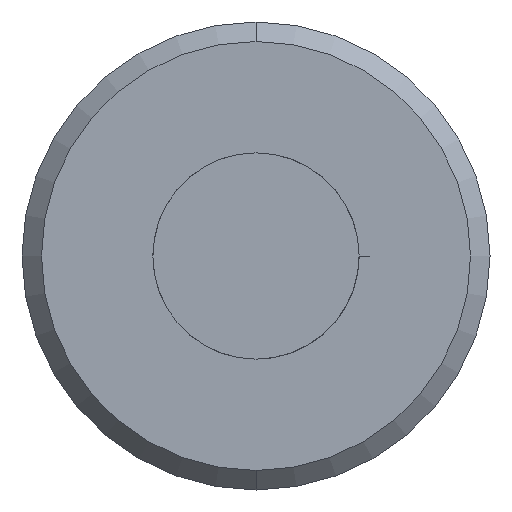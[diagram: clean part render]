
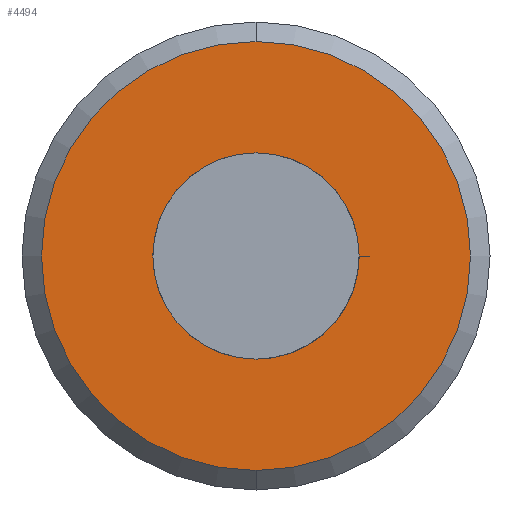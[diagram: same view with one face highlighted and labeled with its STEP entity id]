
A CAD part, front view. The second image highlights one B-rep face of the part: STEP entity #4494.
In plain terms, the highlighted planar face has unit normal (0, -1, 0).
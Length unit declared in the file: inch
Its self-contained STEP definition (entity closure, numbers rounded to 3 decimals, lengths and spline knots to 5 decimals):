
#289 = EDGE_CURVE ( 'NONE', #1018, #1789, #1858, .T. ) ;
#299 = FACE_OUTER_BOUND ( 'NONE', #4872, .T. ) ;
#347 = ORIENTED_EDGE ( 'NONE', *, *, #2777, .F. ) ;
#525 = DIRECTION ( 'NONE',  ( 0., -1., 0. ) ) ;
#531 = DIRECTION ( 'NONE',  ( 0., -1., 0. ) ) ;
#615 = AXIS2_PLACEMENT_3D ( 'NONE', #5539, #5003, #2660 ) ;
#684 = DIRECTION ( 'NONE',  ( 0., 0., -1. ) ) ;
#709 = EDGE_CURVE ( 'NONE', #4630, #7668, #6331, .T. ) ;
#886 = CARTESIAN_POINT ( 'NONE',  ( 0., -0.625, 0. ) ) ;
#889 = AXIS2_PLACEMENT_3D ( 'NONE', #4574, #531, #5887 ) ;
#1018 = VERTEX_POINT ( 'NONE', #6903 ) ;
#1420 = DIRECTION ( 'NONE',  ( 0., 0., 1. ) ) ;
#1737 = EDGE_CURVE ( 'NONE', #7668, #6531, #4972, .T. ) ;
#1789 = VERTEX_POINT ( 'NONE', #3844 ) ;
#1858 = CIRCLE ( 'NONE', #615, 0.17187 ) ;
#1992 = AXIS2_PLACEMENT_3D ( 'NONE', #4296, #6671, #3671 ) ;
#2074 = PLANE ( 'NONE',  #6959 ) ;
#2430 = ORIENTED_EDGE ( 'NONE', *, *, #709, .F. ) ;
#2660 = DIRECTION ( 'NONE',  ( 0., 0., 1. ) ) ;
#2731 = CARTESIAN_POINT ( 'NONE',  ( 0.08268, -0.625, 0. ) ) ;
#2777 = EDGE_CURVE ( 'NONE', #6531, #4630, #5348, .T. ) ;
#3167 = FACE_BOUND ( 'NONE', #6613, .T. ) ;
#3666 = CARTESIAN_POINT ( 'NONE',  ( 0., -0.625, 0. ) ) ;
#3671 = DIRECTION ( 'NONE',  ( 0., 0., -1. ) ) ;
#3687 = ORIENTED_EDGE ( 'NONE', *, *, #4073, .T. ) ;
#3844 = CARTESIAN_POINT ( 'NONE',  ( 0., -0.625, -0.17187 ) ) ;
#3874 = DIRECTION ( 'NONE',  ( 0., 1., 0. ) ) ;
#3987 = DIRECTION ( 'NONE',  ( 0., 0., -1. ) ) ;
#4073 = EDGE_CURVE ( 'NONE', #1789, #1018, #4232, .T. ) ;
#4232 = CIRCLE ( 'NONE', #889, 0.17187 ) ;
#4296 = CARTESIAN_POINT ( 'NONE',  ( 0., -0.625, 0. ) ) ;
#4494 = ADVANCED_FACE ( 'NONE', ( #3167, #299 ), #2074, .F. ) ;
#4574 = CARTESIAN_POINT ( 'NONE',  ( 0., -0.625, 0. ) ) ;
#4630 = VERTEX_POINT ( 'NONE', #6994 ) ;
#4720 = AXIS2_PLACEMENT_3D ( 'NONE', #5184, #525, #3987 ) ;
#4783 = CARTESIAN_POINT ( 'NONE',  ( 0., -0.625, -0.08268 ) ) ;
#4872 = EDGE_LOOP ( 'NONE', ( #5294, #3687 ) ) ;
#4972 = CIRCLE ( 'NONE', #4720, 0.08268 ) ;
#5003 = DIRECTION ( 'NONE',  ( 0., -1., 0. ) ) ;
#5184 = CARTESIAN_POINT ( 'NONE',  ( 0., -0.625, 0. ) ) ;
#5294 = ORIENTED_EDGE ( 'NONE', *, *, #289, .T. ) ;
#5348 = CIRCLE ( 'NONE', #1992, 0.08268 ) ;
#5539 = CARTESIAN_POINT ( 'NONE',  ( 0., -0.625, 0. ) ) ;
#5887 = DIRECTION ( 'NONE',  ( 0., 0., 1. ) ) ;
#5961 = DIRECTION ( 'NONE',  ( 0., -1., 0. ) ) ;
#6331 = CIRCLE ( 'NONE', #7457, 0.08268 ) ;
#6377 = ORIENTED_EDGE ( 'NONE', *, *, #1737, .F. ) ;
#6531 = VERTEX_POINT ( 'NONE', #2731 ) ;
#6613 = EDGE_LOOP ( 'NONE', ( #347, #6377, #2430 ) ) ;
#6671 = DIRECTION ( 'NONE',  ( 0., -1., 0. ) ) ;
#6903 = CARTESIAN_POINT ( 'NONE',  ( 0., -0.625, 0.17187 ) ) ;
#6959 = AXIS2_PLACEMENT_3D ( 'NONE', #886, #3874, #1420 ) ;
#6994 = CARTESIAN_POINT ( 'NONE',  ( 0., -0.625, 0.08268 ) ) ;
#7457 = AXIS2_PLACEMENT_3D ( 'NONE', #3666, #5961, #684 ) ;
#7668 = VERTEX_POINT ( 'NONE', #4783 ) ;
